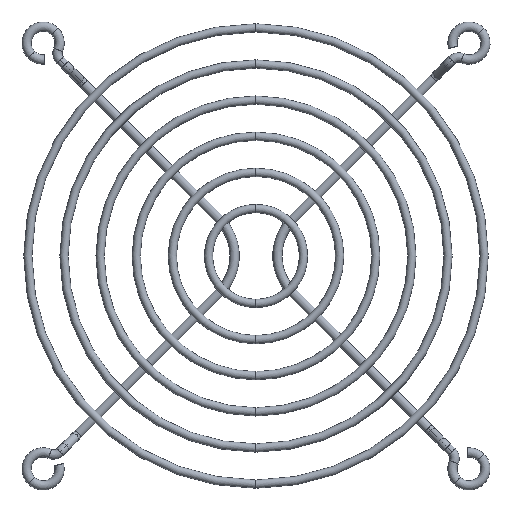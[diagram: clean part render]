
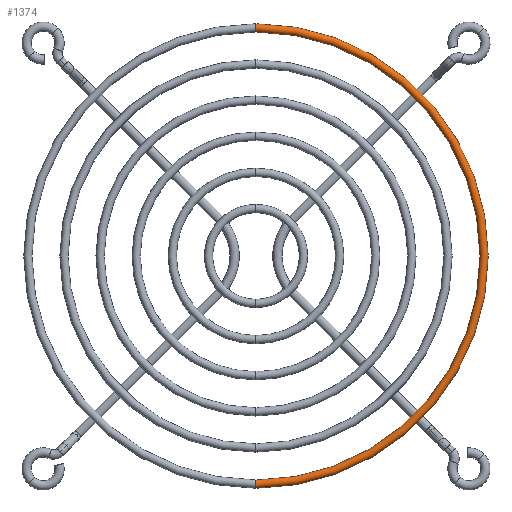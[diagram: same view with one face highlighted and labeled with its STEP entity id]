
A CAD part, front view. The second image highlights one B-rep face of the part: STEP entity #1374.
In plain terms, the highlighted toroidal (fillet/blend) face has major radius 44.2 mm and minor radius 0.8 mm.
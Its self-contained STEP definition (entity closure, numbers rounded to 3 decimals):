
#36 = CARTESIAN_POINT ( 'NONE',  ( 0., 2.4, 43.4 ) ) ;
#73 = AXIS2_PLACEMENT_3D ( 'NONE', #1313, #2558, #682 ) ;
#162 = FACE_OUTER_BOUND ( 'NONE', #1522, .T. ) ;
#385 = CARTESIAN_POINT ( 'NONE',  ( 0., 2.4, 45. ) ) ;
#409 = EDGE_CURVE ( 'NONE', #716, #680, #2169, .T. ) ;
#452 = CARTESIAN_POINT ( 'NONE',  ( 0., 2.4, 0. ) ) ;
#571 = VERTEX_POINT ( 'NONE', #1666 ) ;
#579 = CARTESIAN_POINT ( 'NONE',  ( 0., 2.4, 44.2 ) ) ;
#589 = DIRECTION ( 'NONE',  ( -1., 0., 0. ) ) ;
#641 = CARTESIAN_POINT ( 'NONE',  ( 0., 2.4, 0. ) ) ;
#654 = ORIENTED_EDGE ( 'NONE', *, *, #1170, .F. ) ;
#680 = VERTEX_POINT ( 'NONE', #36 ) ;
#682 = DIRECTION ( 'NONE',  ( 0., 0., -1. ) ) ;
#689 = AXIS2_PLACEMENT_3D ( 'NONE', #641, #1880, #2294 ) ;
#716 = VERTEX_POINT ( 'NONE', #385 ) ;
#903 = ORIENTED_EDGE ( 'NONE', *, *, #409, .T. ) ;
#924 = EDGE_CURVE ( 'NONE', #571, #716, #1805, .T. ) ;
#1016 = AXIS2_PLACEMENT_3D ( 'NONE', #579, #2042, #2251 ) ;
#1019 = VERTEX_POINT ( 'NONE', #1111 ) ;
#1048 = CARTESIAN_POINT ( 'NONE',  ( 0., 2.4, -44.2 ) ) ;
#1111 = CARTESIAN_POINT ( 'NONE',  ( 0., 2.4, -43.4 ) ) ;
#1170 = EDGE_CURVE ( 'NONE', #571, #1019, #2138, .T. ) ;
#1313 = CARTESIAN_POINT ( 'NONE',  ( 0., 2.4, 0. ) ) ;
#1318 = CIRCLE ( 'NONE', #689, 43.4 ) ;
#1374 = ADVANCED_FACE ( 'NONE', ( #162 ), #1800, .T. ) ;
#1418 = AXIS2_PLACEMENT_3D ( 'NONE', #1048, #589, #2498 ) ;
#1481 = DIRECTION ( 'NONE',  ( 0., 0., 1. ) ) ;
#1488 = EDGE_CURVE ( 'NONE', #1019, #680, #1318, .T. ) ;
#1499 = DIRECTION ( 'NONE',  ( 0., -1., 0. ) ) ;
#1522 = EDGE_LOOP ( 'NONE', ( #654, #2631, #903, #2654 ) ) ;
#1666 = CARTESIAN_POINT ( 'NONE',  ( 0., 2.4, -45. ) ) ;
#1800 = TOROIDAL_SURFACE ( 'NONE', #2489, 44.2, 0.8 ) ;
#1805 = CIRCLE ( 'NONE', #73, 45. ) ;
#1880 = DIRECTION ( 'NONE',  ( 0., -1., 0. ) ) ;
#2042 = DIRECTION ( 'NONE',  ( 1., 0., 0. ) ) ;
#2138 = CIRCLE ( 'NONE', #1418, 0.8 ) ;
#2169 = CIRCLE ( 'NONE', #1016, 0.8 ) ;
#2251 = DIRECTION ( 'NONE',  ( 0., 0., -1. ) ) ;
#2294 = DIRECTION ( 'NONE',  ( 0., 0., -1. ) ) ;
#2489 = AXIS2_PLACEMENT_3D ( 'NONE', #452, #1499, #1481 ) ;
#2498 = DIRECTION ( 'NONE',  ( 0., 0., 1. ) ) ;
#2558 = DIRECTION ( 'NONE',  ( 0., -1., 0. ) ) ;
#2631 = ORIENTED_EDGE ( 'NONE', *, *, #924, .T. ) ;
#2654 = ORIENTED_EDGE ( 'NONE', *, *, #1488, .F. ) ;
